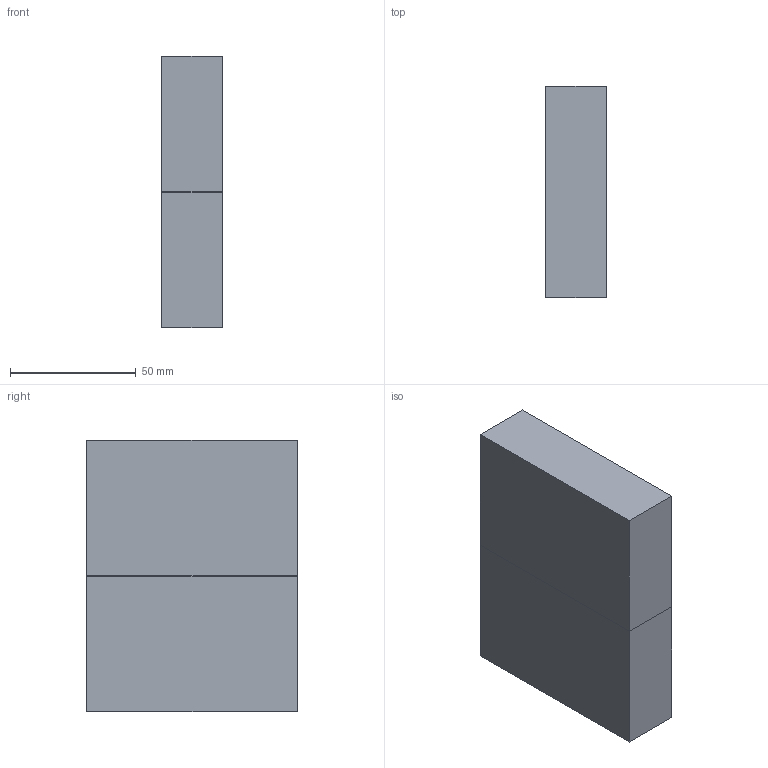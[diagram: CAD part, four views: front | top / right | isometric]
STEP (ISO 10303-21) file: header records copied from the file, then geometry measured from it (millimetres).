
FILE_DESCRIPTION(/* description */ (''),/* implementation_level */ '2;1');
FILE_NAME(/* name */ 'Chess Piece v8.step',/* time_stamp */ '2021-04-16T22:33:35+02:00',/* author */ (''),/* organization */ (''),/* preprocessor_version */ 'ST-DEVELOPER v18.1',/* originating_system */ 'Autodesk Translation Framework v9.10.0.1330',/* authorisation */ '');
FILE_SCHEMA (('AUTOMOTIVE_DESIGN { 1 0 10303 214 3 1 1 }'));
Length unit declared in the file: millimetre
Products named in the file (3): Chess Piece; Top; Bottom
Assembly tree (2 placements, depth 2):
  Chess Piece
    Top
    Bottom
Bounding box: 24 x 84 x 108 mm (x, y, z)
Volume: 97499.8 mm3; surface area: 43130.4 mm2
Topology: 2 solids, 2 shells, 52 faces, 139 edges, 92 vertices
Faces by surface type: plane 27, sphere 10, torus 8, cylinder 5, cone 2
Entity records: 1679 total; most frequent: DIRECTION 300, CARTESIAN_POINT 278, ORIENTED_EDGE 258, EDGE_CURVE 129, AXIS2_PLACEMENT_3D 114, VERTEX_POINT 92, LINE 72, VECTOR 72
